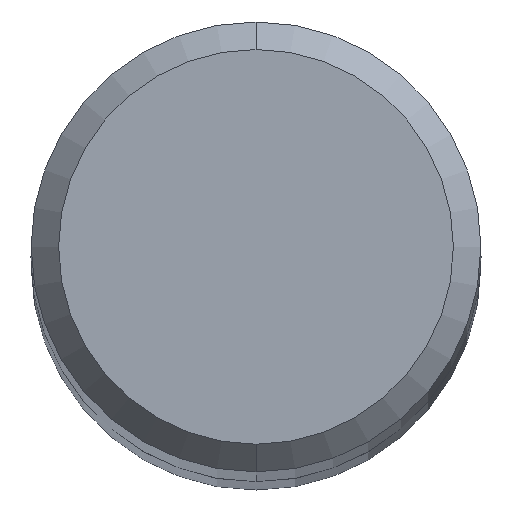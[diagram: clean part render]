
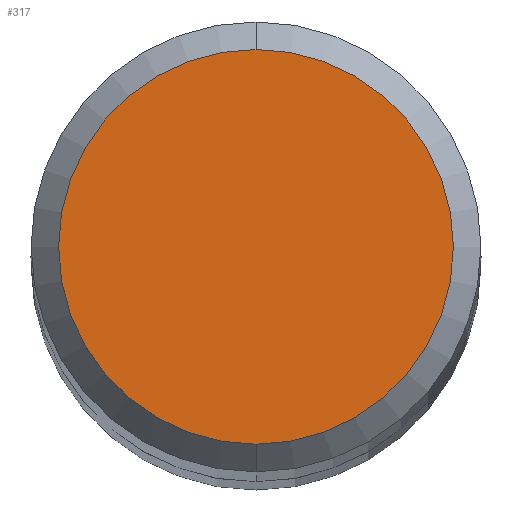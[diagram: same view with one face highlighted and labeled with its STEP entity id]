
A CAD part, top view. The second image highlights one B-rep face of the part: STEP entity #317.
In plain terms, the highlighted planar face has unit normal (0, 0, 1).
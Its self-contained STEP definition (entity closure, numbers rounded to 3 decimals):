
#271=EDGE_CURVE('',#349,#367,#561,.T.);
#317=ADVANCED_FACE('',(#612),#613,.T.);
#319=EDGE_CURVE('',#367,#349,#615,.T.);
#349=VERTEX_POINT('',#647);
#367=VERTEX_POINT('',#666);
#561=CIRCLE('',#957,2.15);
#612=FACE_OUTER_BOUND('',#1057,.T.);
#613=PLANE('',#1058);
#615=CIRCLE('',#1061,2.15);
#647=CARTESIAN_POINT('',(0.0,2.15,0.0));
#666=CARTESIAN_POINT('',(0.,-2.15,0.0));
#957=AXIS2_PLACEMENT_3D('',#1466,#1467,#1468);
#1057=EDGE_LOOP('',(#1535,#1536));
#1058=AXIS2_PLACEMENT_3D('',#1537,#1538,#1539);
#1061=AXIS2_PLACEMENT_3D('',#1540,#1541,#1542);
#1466=CARTESIAN_POINT('',(0.0,0.0,0.0));
#1467=DIRECTION('',(0.0,0.0,-1.0));
#1468=DIRECTION('',(0.0,1.0,0.0));
#1535=ORIENTED_EDGE('',*,*,#271,.F.);
#1536=ORIENTED_EDGE('',*,*,#319,.F.);
#1537=CARTESIAN_POINT('',(0.0,1.075,0.0));
#1538=DIRECTION('',(-0.0,0.0,1.0));
#1539=DIRECTION('',(0.0,-1.0,0.0));
#1540=CARTESIAN_POINT('',(0.0,0.0,0.0));
#1541=DIRECTION('',(0.0,0.0,-1.0));
#1542=DIRECTION('',(0.0,1.0,0.0));
